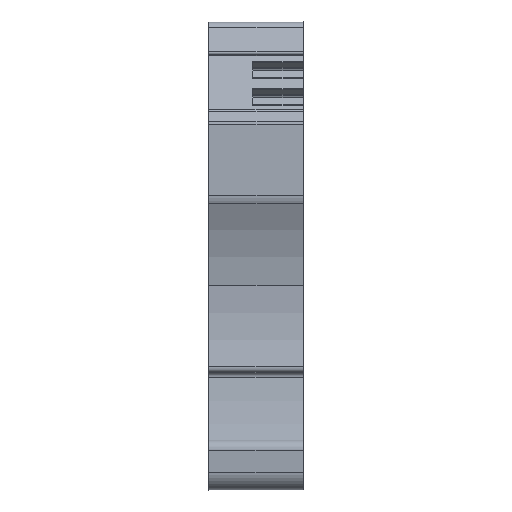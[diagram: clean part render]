
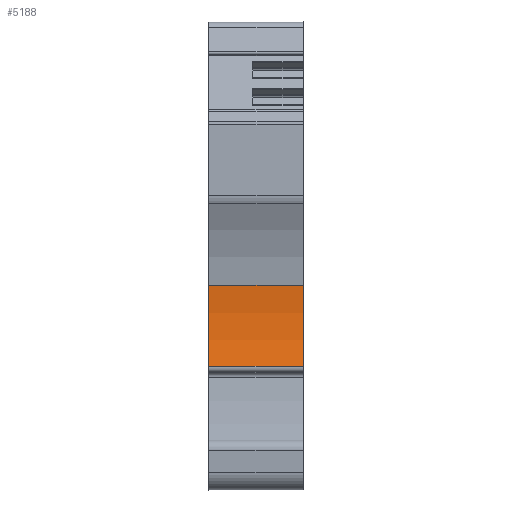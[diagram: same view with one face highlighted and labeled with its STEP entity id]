
A CAD part, front view. The second image highlights one B-rep face of the part: STEP entity #5188.
In plain terms, the highlighted cylindrical face has radius 24 mm (diameter 48 mm), a partial arc.
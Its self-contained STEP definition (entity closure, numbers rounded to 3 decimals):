
#5161=AXIS2_PLACEMENT_3D('Cylinder Axis2P3D',#5158,#5159,#5160) ;
#5165=AXIS2_PLACEMENT_3D('Circle Axis2P3D',#5163,#5164,$) ;
#5179=AXIS2_PLACEMENT_3D('Circle Axis2P3D',#5177,#5178,$) ;
#5136=CARTESIAN_POINT('Vertex',(10.,1.815,13.086)) ;
#5139=CARTESIAN_POINT('Line Origine',(5.,1.815,13.086)) ;
#5143=CARTESIAN_POINT('Vertex',(0.,1.815,13.086)) ;
#5158=CARTESIAN_POINT('Axis2P3D Location',(5.,-21.278,19.621)) ;
#5163=CARTESIAN_POINT('Axis2P3D Location',(10.,-21.278,19.621)) ;
#5167=CARTESIAN_POINT('Vertex',(10.,2.635,21.662)) ;
#5170=CARTESIAN_POINT('Line Origine',(5.,2.635,21.662)) ;
#5174=CARTESIAN_POINT('Vertex',(0.,2.635,21.662)) ;
#5177=CARTESIAN_POINT('Axis2P3D Location',(0.,-21.278,19.621)) ;
#5140=DIRECTION('Vector Direction',(-1.,0.,0.)) ;
#5159=DIRECTION('Axis2P3D Direction',(-1.,0.,0.)) ;
#5160=DIRECTION('Axis2P3D XDirection',(0.,0.996,0.085)) ;
#5164=DIRECTION('Axis2P3D Direction',(-1.,0.,0.)) ;
#5171=DIRECTION('Vector Direction',(-1.,0.,0.)) ;
#5178=DIRECTION('Axis2P3D Direction',(-1.,0.,0.)) ;
#5141=VECTOR('Line Direction',#5140,1.) ;
#5172=VECTOR('Line Direction',#5171,1.) ;
#5183=ORIENTED_EDGE('',*,*,#5145,.F.) ;
#5184=ORIENTED_EDGE('',*,*,#5169,.T.) ;
#5185=ORIENTED_EDGE('',*,*,#5176,.T.) ;
#5186=ORIENTED_EDGE('',*,*,#5181,.F.) ;
#5188=ADVANCED_FACE('KLTR',(#5187),#5162,.F.) ;
#5166=CIRCLE('generated circle',#5165,24.) ;
#5180=CIRCLE('generated circle',#5179,24.) ;
#5162=CYLINDRICAL_SURFACE('generated cylinder',#5161,24.) ;
#5145=EDGE_CURVE('',#5137,#5144,#5142,.T.) ;
#5169=EDGE_CURVE('',#5137,#5168,#5166,.F.) ;
#5176=EDGE_CURVE('',#5168,#5175,#5173,.T.) ;
#5181=EDGE_CURVE('',#5144,#5175,#5180,.F.) ;
#5182=EDGE_LOOP('',(#5183,#5184,#5185,#5186)) ;
#5187=FACE_OUTER_BOUND('',#5182,.T.) ;
#5142=LINE('Line',#5139,#5141) ;
#5173=LINE('Line',#5170,#5172) ;
#5137=VERTEX_POINT('',#5136) ;
#5144=VERTEX_POINT('',#5143) ;
#5168=VERTEX_POINT('',#5167) ;
#5175=VERTEX_POINT('',#5174) ;
